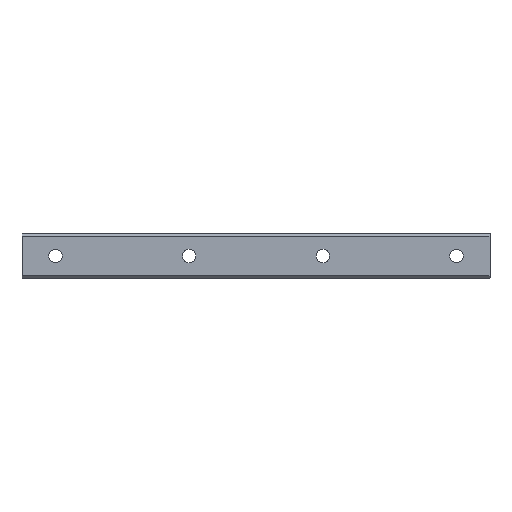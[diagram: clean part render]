
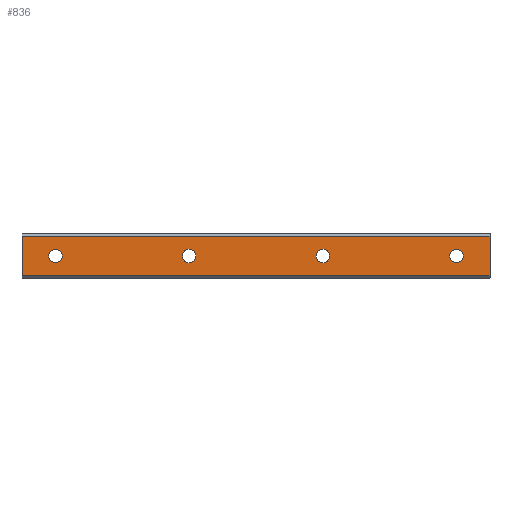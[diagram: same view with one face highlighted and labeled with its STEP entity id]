
A CAD part, front view. The second image highlights one B-rep face of the part: STEP entity #836.
In plain terms, the highlighted planar face has unit normal (0, -1, 0).
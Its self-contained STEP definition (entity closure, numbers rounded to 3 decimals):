
#14 = CARTESIAN_POINT ( 'NONE',  ( 60., 0., -3. ) ) ;
#24 = AXIS2_PLACEMENT_3D ( 'NONE', #1326, #1222, #468 ) ;
#25 = CIRCLE ( 'NONE', #174, 3. ) ;
#35 = DIRECTION ( 'NONE',  ( -1., 0., 0. ) ) ;
#81 = FACE_BOUND ( 'NONE', #103, .T. ) ;
#91 = EDGE_LOOP ( 'NONE', ( #1081, #935, #452, #260 ) ) ;
#97 = VECTOR ( 'NONE', #509, 1000. ) ;
#103 = EDGE_LOOP ( 'NONE', ( #1456, #143 ) ) ;
#105 = FACE_BOUND ( 'NONE', #1221, .T. ) ;
#139 = ORIENTED_EDGE ( 'NONE', *, *, #749, .F. ) ;
#140 = CARTESIAN_POINT ( 'NONE',  ( 60., 0., 3. ) ) ;
#143 = ORIENTED_EDGE ( 'NONE', *, *, #1408, .F. ) ;
#160 = DIRECTION ( 'NONE',  ( 0., -1., 0. ) ) ;
#174 = AXIS2_PLACEMENT_3D ( 'NONE', #1156, #1253, #1371 ) ;
#181 = VERTEX_POINT ( 'NONE', #365 ) ;
#209 = LINE ( 'NONE', #1424, #267 ) ;
#222 = CARTESIAN_POINT ( 'NONE',  ( 0., 0., 3. ) ) ;
#226 = DIRECTION ( 'NONE',  ( 0., -1., 0. ) ) ;
#260 = ORIENTED_EDGE ( 'NONE', *, *, #340, .F. ) ;
#267 = VECTOR ( 'NONE', #1044, 1000. ) ;
#300 = VECTOR ( 'NONE', #35, 1000. ) ;
#316 = EDGE_CURVE ( 'NONE', #999, #1481, #25, .T. ) ;
#323 = CIRCLE ( 'NONE', #1007, 3. ) ;
#340 = EDGE_CURVE ( 'NONE', #1442, #1105, #1027, .T. ) ;
#365 = CARTESIAN_POINT ( 'NONE',  ( 120., 0., -3. ) ) ;
#389 = ORIENTED_EDGE ( 'NONE', *, *, #1395, .F. ) ;
#409 = CIRCLE ( 'NONE', #1289, 3. ) ;
#428 = CARTESIAN_POINT ( 'NONE',  ( -15., 0., 8.82 ) ) ;
#434 = DIRECTION ( 'NONE',  ( 0., 1., 0. ) ) ;
#452 = ORIENTED_EDGE ( 'NONE', *, *, #712, .F. ) ;
#468 = DIRECTION ( 'NONE',  ( 0., 0., 1. ) ) ;
#472 = VERTEX_POINT ( 'NONE', #928 ) ;
#476 = DIRECTION ( 'NONE',  ( 0., 0., 1. ) ) ;
#491 = EDGE_CURVE ( 'NONE', #1474, #181, #1264, .T. ) ;
#509 = DIRECTION ( 'NONE',  ( 1., 0., 0. ) ) ;
#527 = CIRCLE ( 'NONE', #1417, 3. ) ;
#554 = FACE_BOUND ( 'NONE', #1167, .T. ) ;
#583 = VERTEX_POINT ( 'NONE', #966 ) ;
#616 = CARTESIAN_POINT ( 'NONE',  ( -15., 0., -8.82 ) ) ;
#636 = VERTEX_POINT ( 'NONE', #1232 ) ;
#642 = DIRECTION ( 'NONE',  ( 0., -1., 0. ) ) ;
#693 = FACE_OUTER_BOUND ( 'NONE', #91, .T. ) ;
#694 = ORIENTED_EDGE ( 'NONE', *, *, #915, .F. ) ;
#695 = CARTESIAN_POINT ( 'NONE',  ( 120., 0., 0. ) ) ;
#712 = EDGE_CURVE ( 'NONE', #1105, #583, #1119, .T. ) ;
#749 = EDGE_CURVE ( 'NONE', #181, #1474, #1157, .T. ) ;
#760 = VECTOR ( 'NONE', #789, 1000. ) ;
#784 = AXIS2_PLACEMENT_3D ( 'NONE', #1099, #1438, #1560 ) ;
#789 = DIRECTION ( 'NONE',  ( 0., 0., 1. ) ) ;
#800 = ORIENTED_EDGE ( 'NONE', *, *, #316, .F. ) ;
#827 = LINE ( 'NONE', #1135, #300 ) ;
#833 = AXIS2_PLACEMENT_3D ( 'NONE', #695, #1180, #1541 ) ;
#836 = ADVANCED_FACE ( 'NONE', ( #693, #81, #105, #923, #554 ), #1288, .F. ) ;
#847 = EDGE_CURVE ( 'NONE', #583, #1184, #209, .T. ) ;
#882 = DIRECTION ( 'NONE',  ( 0., 0., 1. ) ) ;
#895 = CARTESIAN_POINT ( 'NONE',  ( 195., 0., 8.82 ) ) ;
#915 = EDGE_CURVE ( 'NONE', #941, #636, #983, .T. ) ;
#923 = FACE_BOUND ( 'NONE', #1361, .T. ) ;
#928 = CARTESIAN_POINT ( 'NONE',  ( 0., 0., -3. ) ) ;
#934 = CARTESIAN_POINT ( 'NONE',  ( 195., 0., 8.82 ) ) ;
#935 = ORIENTED_EDGE ( 'NONE', *, *, #847, .F. ) ;
#941 = VERTEX_POINT ( 'NONE', #1210 ) ;
#947 = CARTESIAN_POINT ( 'NONE',  ( 120., 0., 3. ) ) ;
#949 = EDGE_CURVE ( 'NONE', #1481, #999, #1363, .T. ) ;
#966 = CARTESIAN_POINT ( 'NONE',  ( 195., 0., 8.82 ) ) ;
#978 = CARTESIAN_POINT ( 'NONE',  ( 180., 0., 0. ) ) ;
#983 = CIRCLE ( 'NONE', #784, 3. ) ;
#984 = AXIS2_PLACEMENT_3D ( 'NONE', #934, #434, #1431 ) ;
#992 = VERTEX_POINT ( 'NONE', #222 ) ;
#999 = VERTEX_POINT ( 'NONE', #140 ) ;
#1007 = AXIS2_PLACEMENT_3D ( 'NONE', #1266, #160, #1478 ) ;
#1027 = LINE ( 'NONE', #428, #760 ) ;
#1044 = DIRECTION ( 'NONE',  ( 0., 0., -1. ) ) ;
#1049 = CARTESIAN_POINT ( 'NONE',  ( 195., 0., -8.82 ) ) ;
#1052 = EDGE_CURVE ( 'NONE', #992, #472, #323, .T. ) ;
#1072 = DIRECTION ( 'NONE',  ( 0., 0., 1. ) ) ;
#1081 = ORIENTED_EDGE ( 'NONE', *, *, #1501, .F. ) ;
#1099 = CARTESIAN_POINT ( 'NONE',  ( 180., 0., 0. ) ) ;
#1102 = ORIENTED_EDGE ( 'NONE', *, *, #949, .F. ) ;
#1105 = VERTEX_POINT ( 'NONE', #1366 ) ;
#1119 = LINE ( 'NONE', #895, #97 ) ;
#1135 = CARTESIAN_POINT ( 'NONE',  ( 195., 0., -8.82 ) ) ;
#1156 = CARTESIAN_POINT ( 'NONE',  ( 60., 0., 0. ) ) ;
#1157 = CIRCLE ( 'NONE', #1409, 3. ) ;
#1167 = EDGE_LOOP ( 'NONE', ( #800, #1102 ) ) ;
#1177 = ORIENTED_EDGE ( 'NONE', *, *, #491, .F. ) ;
#1180 = DIRECTION ( 'NONE',  ( 0., -1., 0. ) ) ;
#1184 = VERTEX_POINT ( 'NONE', #1049 ) ;
#1210 = CARTESIAN_POINT ( 'NONE',  ( 180., 0., -3. ) ) ;
#1221 = EDGE_LOOP ( 'NONE', ( #389, #694 ) ) ;
#1222 = DIRECTION ( 'NONE',  ( 0., -1., 0. ) ) ;
#1232 = CARTESIAN_POINT ( 'NONE',  ( 180., 0., 3. ) ) ;
#1253 = DIRECTION ( 'NONE',  ( 0., -1., 0. ) ) ;
#1264 = CIRCLE ( 'NONE', #833, 3. ) ;
#1266 = CARTESIAN_POINT ( 'NONE',  ( 0., 0., 0. ) ) ;
#1288 = PLANE ( 'NONE',  #984 ) ;
#1289 = AXIS2_PLACEMENT_3D ( 'NONE', #1550, #226, #476 ) ;
#1326 = CARTESIAN_POINT ( 'NONE',  ( 60., 0., 0. ) ) ;
#1361 = EDGE_LOOP ( 'NONE', ( #1177, #139 ) ) ;
#1363 = CIRCLE ( 'NONE', #24, 3. ) ;
#1366 = CARTESIAN_POINT ( 'NONE',  ( -15., 0., 8.82 ) ) ;
#1368 = CARTESIAN_POINT ( 'NONE',  ( 120., 0., 0. ) ) ;
#1371 = DIRECTION ( 'NONE',  ( 0., 0., 1. ) ) ;
#1395 = EDGE_CURVE ( 'NONE', #636, #941, #527, .T. ) ;
#1408 = EDGE_CURVE ( 'NONE', #472, #992, #409, .T. ) ;
#1409 = AXIS2_PLACEMENT_3D ( 'NONE', #1368, #642, #882 ) ;
#1417 = AXIS2_PLACEMENT_3D ( 'NONE', #978, #1435, #1072 ) ;
#1424 = CARTESIAN_POINT ( 'NONE',  ( 195., 0., 8.82 ) ) ;
#1431 = DIRECTION ( 'NONE',  ( 0., 0., 1. ) ) ;
#1435 = DIRECTION ( 'NONE',  ( 0., -1., 0. ) ) ;
#1438 = DIRECTION ( 'NONE',  ( 0., -1., 0. ) ) ;
#1442 = VERTEX_POINT ( 'NONE', #616 ) ;
#1456 = ORIENTED_EDGE ( 'NONE', *, *, #1052, .F. ) ;
#1474 = VERTEX_POINT ( 'NONE', #947 ) ;
#1478 = DIRECTION ( 'NONE',  ( 0., 0., 1. ) ) ;
#1481 = VERTEX_POINT ( 'NONE', #14 ) ;
#1501 = EDGE_CURVE ( 'NONE', #1184, #1442, #827, .T. ) ;
#1541 = DIRECTION ( 'NONE',  ( 0., 0., 1. ) ) ;
#1550 = CARTESIAN_POINT ( 'NONE',  ( 0., 0., 0. ) ) ;
#1560 = DIRECTION ( 'NONE',  ( 0., 0., 1. ) ) ;
